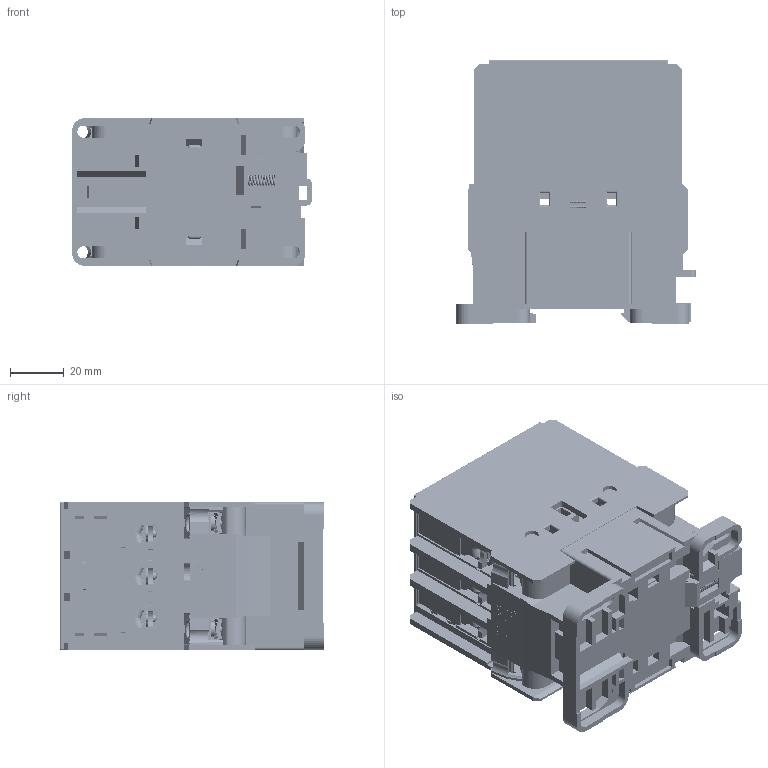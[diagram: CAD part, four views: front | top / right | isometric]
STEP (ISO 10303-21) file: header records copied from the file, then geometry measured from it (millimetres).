
FILE_DESCRIPTION((''),'2;1');
FILE_NAME('12C30116H01.stp','2015-05-22T14:44:55',('rshanor'),(''),'Autodesk Inventor 2013','Autodesk Inventor 2013','');
FILE_SCHEMA(('AUTOMOTIVE_DESIGN { 1 2 10303 214 0 1 1 1 }'));
Length unit declared in the file: millimetre
Products named in the file (1): 12C30116H01
Bounding box: 89.35 x 98.2 x 55 mm (x, y, z)
Volume: 9972.9 mm3; surface area: 199993.8 mm2
Topology: 42 solids, 45 shells, 8745 faces, 25367 edges, 16344 vertices
Faces by surface type: plane 6410, cylinder 1566, bspline 494, torus 127, sphere 84, cone 64
Full cylindrical faces by diameter (mm): 1.8 x2, 1.874 x3, 2.2 x2, 2.3 x10, 2.335 x3, 2.5 x10, 2.505 x2, 2.55 x8, 2.8 x4, 2.87 x2, 2.9 x6, 3 x12, 3.3 x8, 3.4 x8, 3.5 x20, 3.88 x2, 3.9 x22, 4 x2, 4.3 x4, 5.25 x4, 5.75 x4, 6 x1, 6.15 x1, 6.5 x12, 6.7 x10, 6.8 x2, 7.66 x6, 8.4 x6
Entity records: 315175 total; most frequent: CARTESIAN_POINT 78346, ORIENTED_EDGE 49960, DIRECTION 43821, EDGE_CURVE 24980, VECTOR 19577, LINE 19577, VERTEX_POINT 16255, AXIS2_PLACEMENT_3D 12122
